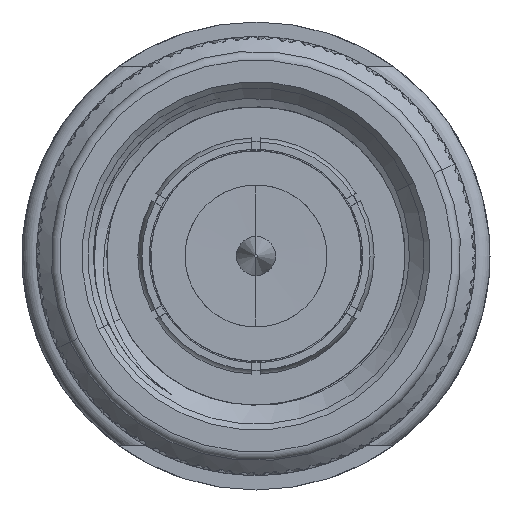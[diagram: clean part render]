
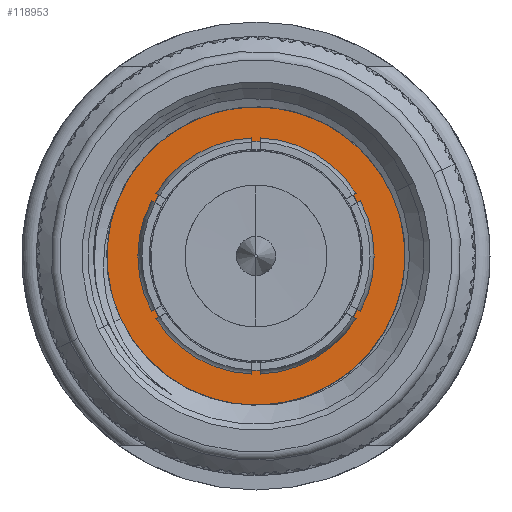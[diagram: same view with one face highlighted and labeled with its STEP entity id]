
A CAD part, left-side view. The second image highlights one B-rep face of the part: STEP entity #118953.
In plain terms, the highlighted planar face has unit normal (-1, 0, 0).
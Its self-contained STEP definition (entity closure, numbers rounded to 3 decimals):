
#4695 = ORIENTED_EDGE ( 'NONE', *, *, #19168, .T. ) ;
#6666 = DIRECTION ( 'NONE',  ( 0., 0., -1. ) ) ;
#9419 = CARTESIAN_POINT ( 'NONE',  ( 8.5, 0., 5.8 ) ) ;
#10448 = CARTESIAN_POINT ( 'NONE',  ( 8.5, 0., 0. ) ) ;
#10983 = EDGE_CURVE ( 'NONE', #14029, #78607, #109012, .T. ) ;
#14029 = VERTEX_POINT ( 'NONE', #44356 ) ;
#19168 = EDGE_CURVE ( 'NONE', #78607, #14029, #41783, .T. ) ;
#23150 = DIRECTION ( 'NONE',  ( 1., 0., 0. ) ) ;
#24307 = DIRECTION ( 'NONE',  ( 1., 0., 0. ) ) ;
#24596 = DIRECTION ( 'NONE',  ( 0., 0., -1. ) ) ;
#25039 = VERTEX_POINT ( 'NONE', #147894 ) ;
#28186 = CARTESIAN_POINT ( 'NONE',  ( 8.5, 0., 3.928 ) ) ;
#37041 = DIRECTION ( 'NONE',  ( 0., 0., -1. ) ) ;
#41783 = CIRCLE ( 'NONE', #63373, 3.928 ) ;
#42386 = DIRECTION ( 'NONE',  ( 0., 0., -1. ) ) ;
#44356 = CARTESIAN_POINT ( 'NONE',  ( 8.5, 0., -3.928 ) ) ;
#46079 = AXIS2_PLACEMENT_3D ( 'NONE', #83601, #24307, #37041 ) ;
#46955 = EDGE_LOOP ( 'NONE', ( #80614, #4695 ) ) ;
#48429 = ORIENTED_EDGE ( 'NONE', *, *, #121558, .F. ) ;
#60327 = FACE_OUTER_BOUND ( 'NONE', #112906, .T. ) ;
#63072 = AXIS2_PLACEMENT_3D ( 'NONE', #10448, #23150, #24596 ) ;
#63373 = AXIS2_PLACEMENT_3D ( 'NONE', #84276, #130056, #129301 ) ;
#78607 = VERTEX_POINT ( 'NONE', #28186 ) ;
#80614 = ORIENTED_EDGE ( 'NONE', *, *, #10983, .T. ) ;
#83601 = CARTESIAN_POINT ( 'NONE',  ( 8.5, 0., 0. ) ) ;
#84276 = CARTESIAN_POINT ( 'NONE',  ( 8.5, 0., 0. ) ) ;
#98451 = VERTEX_POINT ( 'NONE', #9419 ) ;
#102985 = CARTESIAN_POINT ( 'NONE',  ( 8.5, 0., 0. ) ) ;
#103718 = DIRECTION ( 'NONE',  ( 1., 0., 0. ) ) ;
#105433 = CIRCLE ( 'NONE', #136644, 5.8 ) ;
#109012 = CIRCLE ( 'NONE', #128131, 3.928 ) ;
#112906 = EDGE_LOOP ( 'NONE', ( #129202, #48429 ) ) ;
#116637 = PLANE ( 'NONE',  #46079 ) ;
#118130 = CIRCLE ( 'NONE', #63072, 5.8 ) ;
#118953 = ADVANCED_FACE ( 'NONE', ( #138430, #60327 ), #116637, .F. ) ;
#121558 = EDGE_CURVE ( 'NONE', #25039, #98451, #118130, .T. ) ;
#122245 = CARTESIAN_POINT ( 'NONE',  ( 8.5, 0., 0. ) ) ;
#128131 = AXIS2_PLACEMENT_3D ( 'NONE', #122245, #132759, #6666 ) ;
#129202 = ORIENTED_EDGE ( 'NONE', *, *, #148595, .F. ) ;
#129301 = DIRECTION ( 'NONE',  ( 0., 0., -1. ) ) ;
#130056 = DIRECTION ( 'NONE',  ( 1., 0., 0. ) ) ;
#132759 = DIRECTION ( 'NONE',  ( 1., 0., 0. ) ) ;
#136644 = AXIS2_PLACEMENT_3D ( 'NONE', #102985, #103718, #42386 ) ;
#138430 = FACE_BOUND ( 'NONE', #46955, .T. ) ;
#147894 = CARTESIAN_POINT ( 'NONE',  ( 8.5, 0., -5.8 ) ) ;
#148595 = EDGE_CURVE ( 'NONE', #98451, #25039, #105433, .T. ) ;
